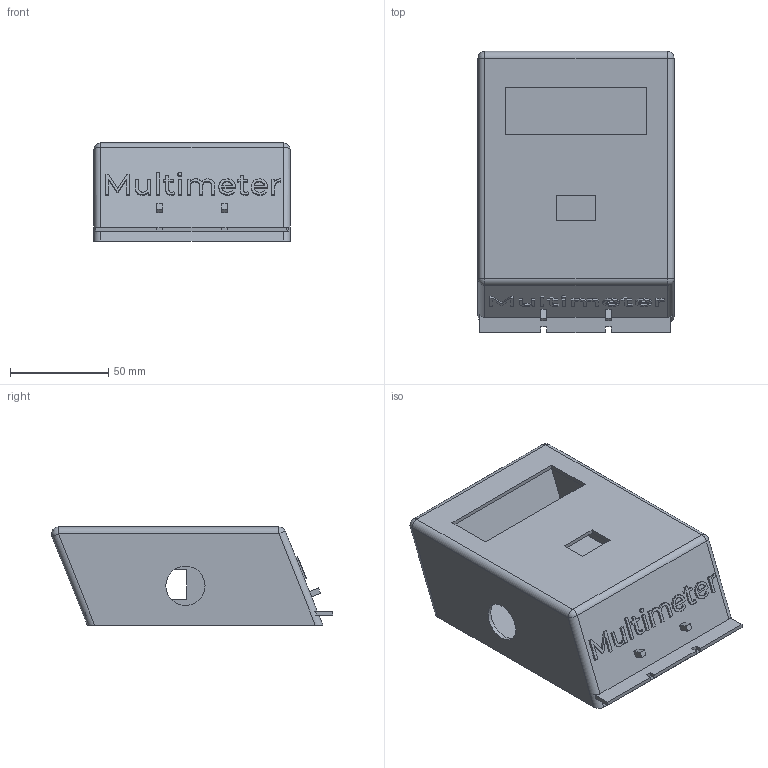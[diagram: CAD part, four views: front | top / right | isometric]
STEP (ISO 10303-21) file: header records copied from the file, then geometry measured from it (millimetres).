
FILE_DESCRIPTION(/* description */ (''),/* implementation_level */ '2;1');
FILE_NAME(/* name */ 'Muiltemer 2 v2.step',/* time_stamp */ '2020-08-22T13:19:07+06:00',/* author */ (''),/* organization */ (''),/* preprocessor_version */ 'ST-DEVELOPER v18.1',/* originating_system */ 'Autodesk Translation Framework v9.3.0.1241',/* authorisation */ '');
FILE_SCHEMA (('AUTOMOTIVE_DESIGN { 1 0 10303 214 3 1 1 }'));
Length unit declared in the file: millimetre
Products named in the file (1): Muiltemer 2
Bounding box: 100 x 143.32 x 50 mm (x, y, z)
Volume: 83307.4 mm3; surface area: 88509.7 mm2
Topology: 2 solids, 2 shells, 248 faces, 678 edges, 448 vertices
Faces by surface type: plane 146, bspline 89, cylinder 9, sphere 4
Full cylindrical faces by diameter (mm): 20 x1
Entity records: 8656 total; most frequent: CARTESIAN_POINT 2888, ORIENTED_EDGE 1356, DIRECTION 846, EDGE_CURVE 678, LINE 474, VECTOR 474, VERTEX_POINT 448, EDGE_LOOP 276
